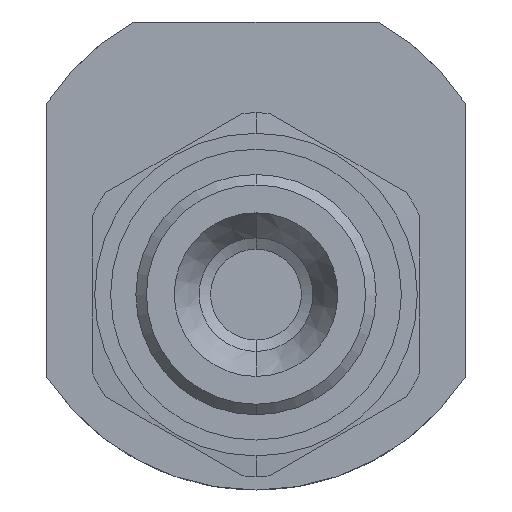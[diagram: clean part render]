
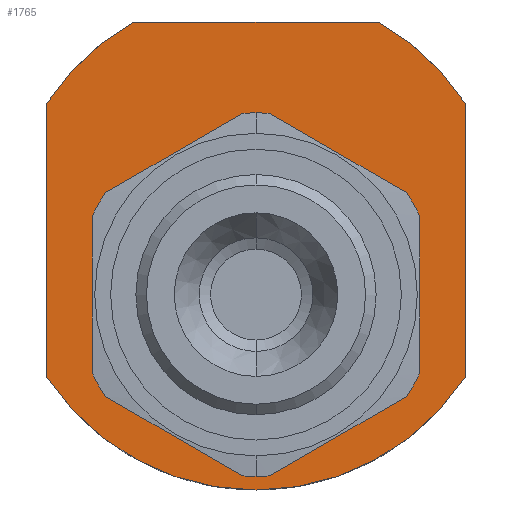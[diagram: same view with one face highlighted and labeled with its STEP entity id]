
A CAD part, front view. The second image highlights one B-rep face of the part: STEP entity #1765.
In plain terms, the highlighted planar face has unit normal (0, -1, 0).
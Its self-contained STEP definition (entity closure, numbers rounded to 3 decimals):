
#1=DIRECTION('',(1.,0.,0.));
#2=VECTOR('',#1,26.851);
#3=CARTESIAN_POINT('',(-13.426,-18.,24.));
#4=LINE('',#3,#2);
#5=DIRECTION('',(0.,0.,-1.));
#6=VECTOR('',#5,30.15);
#7=CARTESIAN_POINT('',(23.,-18.,15.075));
#8=LINE('',#7,#6);
#9=DIRECTION('',(0.,0.,1.));
#10=VECTOR('',#9,30.15);
#11=CARTESIAN_POINT('',(-23.,-18.,-15.075));
#12=LINE('',#11,#10);
#13=CARTESIAN_POINT('',(0.,-18.,-6.));
#14=DIRECTION('',(0.,1.,0.));
#15=DIRECTION('',(0.,0.,-1.));
#16=AXIS2_PLACEMENT_3D('',#13,#14,#15);
#18=CARTESIAN_POINT('',(0.,-18.,-6.));
#19=DIRECTION('',(0.,1.,0.));
#20=DIRECTION('',(0.,0.,1.));
#21=AXIS2_PLACEMENT_3D('',#18,#19,#20);
#393=CARTESIAN_POINT('',(0.,-18.,0.));
#394=DIRECTION('',(0.,1.,0.));
#395=DIRECTION('',(-0.836,0.,0.548));
#396=AXIS2_PLACEMENT_3D('',#393,#394,#395);
#414=CARTESIAN_POINT('',(0.,-18.,0.));
#415=DIRECTION('',(0.,-1.,0.));
#416=DIRECTION('',(0.836,0.,0.548));
#417=AXIS2_PLACEMENT_3D('',#414,#415,#416);
#427=CARTESIAN_POINT('',(0.,-18.,0.));
#428=DIRECTION('',(0.,-1.,0.));
#429=DIRECTION('',(-0.836,0.,-0.548));
#430=AXIS2_PLACEMENT_3D('',#427,#428,#429);
#1380=CARTESIAN_POINT('',(-13.426,-18.,24.));
#1381=CARTESIAN_POINT('',(13.426,-18.,24.));
#1382=VERTEX_POINT('',#1380);
#1383=VERTEX_POINT('',#1381);
#1384=CARTESIAN_POINT('',(23.,-18.,15.075));
#1385=CARTESIAN_POINT('',(23.,-18.,-15.075));
#1386=VERTEX_POINT('',#1384);
#1387=VERTEX_POINT('',#1385);
#1388=CARTESIAN_POINT('',(-23.,-18.,-15.075));
#1389=CARTESIAN_POINT('',(-23.,-18.,15.075));
#1390=VERTEX_POINT('',#1388);
#1391=VERTEX_POINT('',#1389);
#1408=CARTESIAN_POINT('',(0.,-18.,-22.5));
#1409=CARTESIAN_POINT('',(0.,-18.,10.5));
#1410=VERTEX_POINT('',#1408);
#1411=VERTEX_POINT('',#1409);
#1740=CARTESIAN_POINT('',(0.,-18.,0.));
#1741=DIRECTION('',(0.,-1.,0.));
#1742=DIRECTION('',(0.,0.,1.));
#1743=AXIS2_PLACEMENT_3D('',#1740,#1741,#1742);
#1744=PLANE('',#1743);
#1746=ORIENTED_EDGE('',*,*,#1745,.T.);
#1748=ORIENTED_EDGE('',*,*,#1747,.F.);
#1750=ORIENTED_EDGE('',*,*,#1749,.T.);
#1752=ORIENTED_EDGE('',*,*,#1751,.F.);
#1754=ORIENTED_EDGE('',*,*,#1753,.T.);
#1756=ORIENTED_EDGE('',*,*,#1755,.T.);
#1757=EDGE_LOOP('',(#1746,#1748,#1750,#1752,#1754,#1756));
#1758=FACE_OUTER_BOUND('',#1757,.F.);
#1760=ORIENTED_EDGE('',*,*,#1759,.F.);
#1762=ORIENTED_EDGE('',*,*,#1761,.F.);
#1763=EDGE_LOOP('',(#1760,#1762));
#1764=FACE_BOUND('',#1763,.F.);
#1765=ADVANCED_FACE('',(#1758,#1764),#1744,.T.);
#17=CIRCLE('',#16,16.5);
#22=CIRCLE('',#21,16.5);
#397=CIRCLE('',#396,27.5);
#418=CIRCLE('',#417,27.5);
#431=CIRCLE('',#430,27.5);
#1745=EDGE_CURVE('',#1382,#1383,#4,.T.);
#1747=EDGE_CURVE('',#1386,#1383,#418,.T.);
#1749=EDGE_CURVE('',#1386,#1387,#8,.T.);
#1751=EDGE_CURVE('',#1390,#1387,#431,.T.);
#1753=EDGE_CURVE('',#1390,#1391,#12,.T.);
#1755=EDGE_CURVE('',#1391,#1382,#397,.T.);
#1759=EDGE_CURVE('',#1410,#1411,#17,.T.);
#1761=EDGE_CURVE('',#1411,#1410,#22,.T.);
